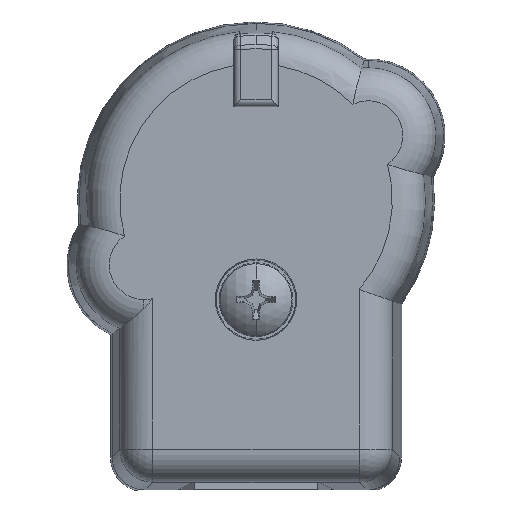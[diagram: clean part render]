
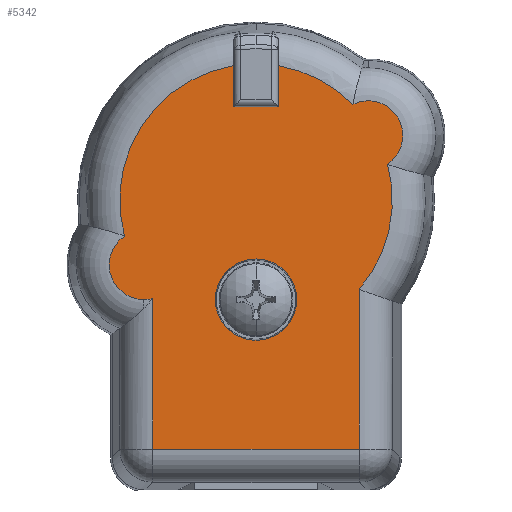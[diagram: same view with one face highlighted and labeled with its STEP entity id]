
A CAD part, top view. The second image highlights one B-rep face of the part: STEP entity #5342.
In plain terms, the highlighted planar face has unit normal (0, 0, 1).
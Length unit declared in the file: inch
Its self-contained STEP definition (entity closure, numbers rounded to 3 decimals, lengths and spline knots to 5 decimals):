
#88 = DIRECTION ( 'NONE',  ( 0., 1., 0. ) ) ;
#135 = DIRECTION ( 'NONE',  ( 0., 0., 1. ) ) ;
#198 = DIRECTION ( 'NONE',  ( 0., 1., 0. ) ) ;
#210 = DIRECTION ( 'NONE',  ( 0., -1., 0. ) ) ;
#314 = ORIENTED_EDGE ( 'NONE', *, *, #712, .F. ) ;
#325 = VERTEX_POINT ( 'NONE', #8203 ) ;
#530 = AXIS2_PLACEMENT_3D ( 'NONE', #2914, #8608, #3719 ) ;
#541 = VECTOR ( 'NONE', #5291, 39.37008 ) ;
#561 = PLANE ( 'NONE',  #2693 ) ;
#587 = FACE_OUTER_BOUND ( 'NONE', #5994, .T. ) ;
#712 = EDGE_CURVE ( 'NONE', #6057, #325, #4955, .T. ) ;
#766 = DIRECTION ( 'NONE',  ( 1., 0., 0. ) ) ;
#859 = VERTEX_POINT ( 'NONE', #8278 ) ;
#1082 = ORIENTED_EDGE ( 'NONE', *, *, #8635, .T. ) ;
#1219 = EDGE_CURVE ( 'NONE', #9967, #859, #6719, .T. ) ;
#1303 = CARTESIAN_POINT ( 'NONE',  ( -0.23353, -0.6321, 1.362 ) ) ;
#1366 = DIRECTION ( 'NONE',  ( 0., 0., 1. ) ) ;
#1394 = CARTESIAN_POINT ( 'NONE',  ( -0.05, 0.21186, 1.362 ) ) ;
#1486 = CARTESIAN_POINT ( 'NONE',  ( 0.05, 0.30445, 1.362 ) ) ;
#1615 = LINE ( 'NONE', #8268, #3471 ) ;
#1719 = ORIENTED_EDGE ( 'NONE', *, *, #6153, .T. ) ;
#2004 = CARTESIAN_POINT ( 'NONE',  ( 0., -0.3171, 1.362 ) ) ;
#2126 = CIRCLE ( 'NONE', #7818, 0.07853 ) ;
#2133 = VERTEX_POINT ( 'NONE', #2443 ) ;
#2374 = EDGE_CURVE ( 'NONE', #8288, #9704, #2126, .T. ) ;
#2443 = CARTESIAN_POINT ( 'NONE',  ( 0.21927, 0.21705, 1.362 ) ) ;
#2453 = CARTESIAN_POINT ( 'NONE',  ( -0.25375, -0.1465, 1.362 ) ) ;
#2660 = DIRECTION ( 'NONE',  ( 0., -1., 0. ) ) ;
#2693 = AXIS2_PLACEMENT_3D ( 'NONE', #4595, #10302, #5411 ) ;
#2914 = CARTESIAN_POINT ( 'NONE',  ( 0., 0., 1.362 ) ) ;
#3214 = DIRECTION ( 'NONE',  ( 0., 0., 1. ) ) ;
#3259 = DIRECTION ( 'NONE',  ( 0., -1., 0. ) ) ;
#3308 = CARTESIAN_POINT ( 'NONE',  ( 0.05, 0.21186, 1.362 ) ) ;
#3393 = CARTESIAN_POINT ( 'NONE',  ( -0.29761, -0.08136, 1.362 ) ) ;
#3471 = VECTOR ( 'NONE', #198, 39.37008 ) ;
#3719 = DIRECTION ( 'NONE',  ( 0., -1., 0. ) ) ;
#3826 = AXIS2_PLACEMENT_3D ( 'NONE', #8085, #3214, #8901 ) ;
#3854 = EDGE_CURVE ( 'NONE', #3991, #2133, #8295, .T. ) ;
#3901 = AXIS2_PLACEMENT_3D ( 'NONE', #9387, #4488, #10200 ) ;
#3910 = DIRECTION ( 'NONE',  ( 0., 0., 1. ) ) ;
#3958 = VERTEX_POINT ( 'NONE', #1486 ) ;
#3972 = CARTESIAN_POINT ( 'NONE',  ( -0.05, 0.30445, 1.362 ) ) ;
#3981 = ORIENTED_EDGE ( 'NONE', *, *, #7631, .T. ) ;
#3991 = VERTEX_POINT ( 'NONE', #7133 ) ;
#4088 = AXIS2_PLACEMENT_3D ( 'NONE', #6180, #1366, #6998 ) ;
#4268 = CARTESIAN_POINT ( 'NONE',  ( 0.23353, -0.20163, 1.362 ) ) ;
#4488 = DIRECTION ( 'NONE',  ( 0., 0., 1. ) ) ;
#4595 = CARTESIAN_POINT ( 'NONE',  ( 0., 0., 1.362 ) ) ;
#4658 = CIRCLE ( 'NONE', #530, 0.30853 ) ;
#4744 = EDGE_CURVE ( 'NONE', #5111, #9640, #6343, .T. ) ;
#4801 = EDGE_CURVE ( 'NONE', #6057, #8288, #6928, .T. ) ;
#4812 = LINE ( 'NONE', #5697, #9182 ) ;
#4881 = EDGE_CURVE ( 'NONE', #10455, #3958, #1615, .T. ) ;
#4905 = CIRCLE ( 'NONE', #5701, 0.07853 ) ;
#4945 = CARTESIAN_POINT ( 'NONE',  ( 0., 0., 1.362 ) ) ;
#4955 = LINE ( 'NONE', #9178, #9049 ) ;
#5031 = DIRECTION ( 'NONE',  ( 0., 0., 1. ) ) ;
#5111 = VERTEX_POINT ( 'NONE', #2004 ) ;
#5149 = ORIENTED_EDGE ( 'NONE', *, *, #3854, .T. ) ;
#5291 = DIRECTION ( 'NONE',  ( 0., -1., 0. ) ) ;
#5342 = ADVANCED_FACE ( 'NONE', ( #587, #6775 ), #561, .T. ) ;
#5346 = CIRCLE ( 'NONE', #3901, 0.0921 ) ;
#5411 = DIRECTION ( 'NONE',  ( 0., -1., 0. ) ) ;
#5556 = LINE ( 'NONE', #1394, #9924 ) ;
#5622 = ORIENTED_EDGE ( 'NONE', *, *, #5699, .F. ) ;
#5697 = CARTESIAN_POINT ( 'NONE',  ( 0.23353, -0.22575, 1.362 ) ) ;
#5699 = EDGE_CURVE ( 'NONE', #9640, #5111, #5346, .T. ) ;
#5701 = AXIS2_PLACEMENT_3D ( 'NONE', #9921, #5031, #210 ) ;
#5759 = DIRECTION ( 'NONE',  ( 0., -1., 0. ) ) ;
#5839 = CARTESIAN_POINT ( 'NONE',  ( 0.23353, -0.56337, 1.362 ) ) ;
#5990 = EDGE_LOOP ( 'NONE', ( #6007, #5622 ) ) ;
#5994 = EDGE_LOOP ( 'NONE', ( #9836, #3981, #1719, #1082, #5149, #9512, #6896, #7586, #314, #10434, #10105, #7193 ) ) ;
#6007 = ORIENTED_EDGE ( 'NONE', *, *, #4744, .F. ) ;
#6057 = VERTEX_POINT ( 'NONE', #3972 ) ;
#6153 = EDGE_CURVE ( 'NONE', #9508, #10136, #4812, .T. ) ;
#6180 = CARTESIAN_POINT ( 'NONE',  ( 0.25375, 0.1465, 1.362 ) ) ;
#6207 = CARTESIAN_POINT ( 'NONE',  ( -0.25375, -0.22503, 1.362 ) ) ;
#6343 = CIRCLE ( 'NONE', #3826, 0.0921 ) ;
#6462 = EDGE_CURVE ( 'NONE', #325, #10455, #5556, .T. ) ;
#6485 = CIRCLE ( 'NONE', #7559, 0.30853 ) ;
#6505 = VECTOR ( 'NONE', #766, 39.37008 ) ;
#6719 = LINE ( 'NONE', #1303, #541 ) ;
#6775 = FACE_BOUND ( 'NONE', #5990, .T. ) ;
#6896 = ORIENTED_EDGE ( 'NONE', *, *, #4881, .F. ) ;
#6928 = CIRCLE ( 'NONE', #9852, 0.30853 ) ;
#6998 = DIRECTION ( 'NONE',  ( 0., -1., 0. ) ) ;
#7042 = DIRECTION ( 'NONE',  ( 1., 0., 0. ) ) ;
#7133 = CARTESIAN_POINT ( 'NONE',  ( 0.29761, 0.08136, 1.362 ) ) ;
#7193 = ORIENTED_EDGE ( 'NONE', *, *, #10098, .T. ) ;
#7306 = CARTESIAN_POINT ( 'NONE',  ( -0.23353, -0.22238, 1.362 ) ) ;
#7559 = AXIS2_PLACEMENT_3D ( 'NONE', #8796, #3910, #9619 ) ;
#7586 = ORIENTED_EDGE ( 'NONE', *, *, #6462, .F. ) ;
#7631 = EDGE_CURVE ( 'NONE', #859, #9508, #8429, .T. ) ;
#7818 = AXIS2_PLACEMENT_3D ( 'NONE', #2453, #8129, #3259 ) ;
#7996 = CARTESIAN_POINT ( 'NONE',  ( 0.23353, -0.56337, 1.362 ) ) ;
#8085 = CARTESIAN_POINT ( 'NONE',  ( 0., -0.225, 1.362 ) ) ;
#8129 = DIRECTION ( 'NONE',  ( 0., 0., 1. ) ) ;
#8203 = CARTESIAN_POINT ( 'NONE',  ( -0.05, 0.21186, 1.362 ) ) ;
#8268 = CARTESIAN_POINT ( 'NONE',  ( 0.05, 0.39686, 1.362 ) ) ;
#8278 = CARTESIAN_POINT ( 'NONE',  ( -0.23353, -0.56337, 1.362 ) ) ;
#8288 = VERTEX_POINT ( 'NONE', #3393 ) ;
#8295 = CIRCLE ( 'NONE', #4088, 0.07853 ) ;
#8429 = LINE ( 'NONE', #7996, #6505 ) ;
#8608 = DIRECTION ( 'NONE',  ( 0., 0., 1. ) ) ;
#8635 = EDGE_CURVE ( 'NONE', #10136, #3991, #6485, .T. ) ;
#8796 = CARTESIAN_POINT ( 'NONE',  ( 0., 0., 1.362 ) ) ;
#8901 = DIRECTION ( 'NONE',  ( 0., -1., 0. ) ) ;
#9049 = VECTOR ( 'NONE', #2660, 39.37008 ) ;
#9178 = CARTESIAN_POINT ( 'NONE',  ( -0.05, 0.39686, 1.362 ) ) ;
#9182 = VECTOR ( 'NONE', #88, 39.37008 ) ;
#9387 = CARTESIAN_POINT ( 'NONE',  ( 0., -0.225, 1.362 ) ) ;
#9401 = CARTESIAN_POINT ( 'NONE',  ( 0., -0.1329, 1.362 ) ) ;
#9508 = VERTEX_POINT ( 'NONE', #5839 ) ;
#9512 = ORIENTED_EDGE ( 'NONE', *, *, #9659, .T. ) ;
#9619 = DIRECTION ( 'NONE',  ( 0., -1., 0. ) ) ;
#9640 = VERTEX_POINT ( 'NONE', #9401 ) ;
#9659 = EDGE_CURVE ( 'NONE', #2133, #3958, #4658, .T. ) ;
#9704 = VERTEX_POINT ( 'NONE', #6207 ) ;
#9836 = ORIENTED_EDGE ( 'NONE', *, *, #1219, .T. ) ;
#9852 = AXIS2_PLACEMENT_3D ( 'NONE', #4945, #135, #5759 ) ;
#9921 = CARTESIAN_POINT ( 'NONE',  ( -0.25375, -0.1465, 1.362 ) ) ;
#9924 = VECTOR ( 'NONE', #7042, 39.37008 ) ;
#9967 = VERTEX_POINT ( 'NONE', #7306 ) ;
#10098 = EDGE_CURVE ( 'NONE', #9704, #9967, #4905, .T. ) ;
#10105 = ORIENTED_EDGE ( 'NONE', *, *, #2374, .T. ) ;
#10136 = VERTEX_POINT ( 'NONE', #4268 ) ;
#10200 = DIRECTION ( 'NONE',  ( 0., -1., 0. ) ) ;
#10302 = DIRECTION ( 'NONE',  ( 0., 0., 1. ) ) ;
#10434 = ORIENTED_EDGE ( 'NONE', *, *, #4801, .T. ) ;
#10455 = VERTEX_POINT ( 'NONE', #3308 ) ;
